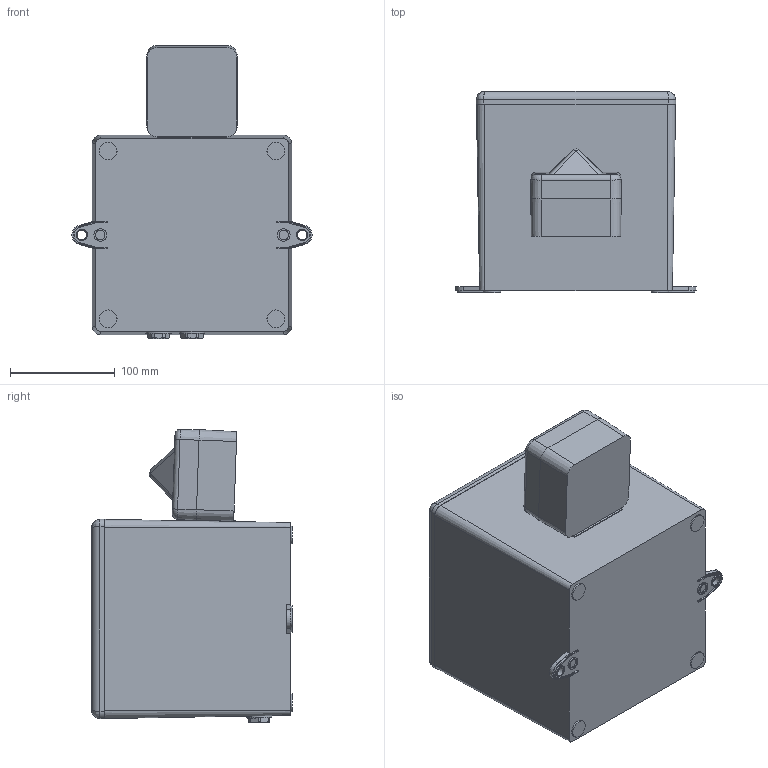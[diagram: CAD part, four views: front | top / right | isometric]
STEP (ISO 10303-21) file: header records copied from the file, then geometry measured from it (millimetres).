
FILE_DESCRIPTION (( 'STEP AP214' ), '1' );
FILE_NAME ('D221-05-251-3D_Issue_A.STEP', '2021-04-01T14:32:12', ( '' ), ( '' ), 'SwSTEP 2.0', 'SolidWorks 2020', '' );
FILE_SCHEMA (( 'AUTOMOTIVE_DESIGN' ));
Length unit declared in the file: millimetre
Products named in the file (9): D221-05-251-3D_Issue_A; L101 back box; D3501_Issue_C-Basic; D3502_Issue_D-Basic_GLOBAL SOUNDER; A100 GASKET_fitted; D3503_Issue_A- Basic; SCSSPL6x35-Basic; D151-50-001-3D_Issue_A-Basic; L101 Lens
Assembly tree (14 placements, depth 2):
  D221-05-251-3D_Issue_A
    D3501_Issue_C-Basic
    D3502_Issue_D-Basic_GLOBAL SOUNDER
    D3503_Issue_A- Basic
    SCSSPL6x35-Basic  x6
    D151-50-001-3D_Issue_A-Basic  x2
    L101 Lens
    L101 back box
    A100 GASKET_fitted
Bounding box: 228.93 x 191.5 x 279.71 mm (x, y, z)
Volume: 1510737.2 mm3; surface area: 578424.6 mm2
Topology: 14 solids, 14 shells, 597 faces, 1414 edges, 844 vertices
Faces by surface type: plane 253, cylinder 210, bspline 70, cone 46, torus 14, sphere 4
Full cylindrical faces by diameter (mm): 2.6 x6, 2.95 x2, 5 x8, 5.5 x6, 9 x4, 10 x6, 11 x2, 12 x2, 16 x2, 17.8 x2, 20.5 x2, 21 x2, 24 x2
Entity records: 13069 total; most frequent: CARTESIAN_POINT 4470, ORIENTED_EDGE 1670, DIRECTION 1660, EDGE_CURVE 835, AXIS2_PLACEMENT_3D 619, VERTEX_POINT 545, EDGE_LOOP 482, FACE_OUTER_BOUND 423
